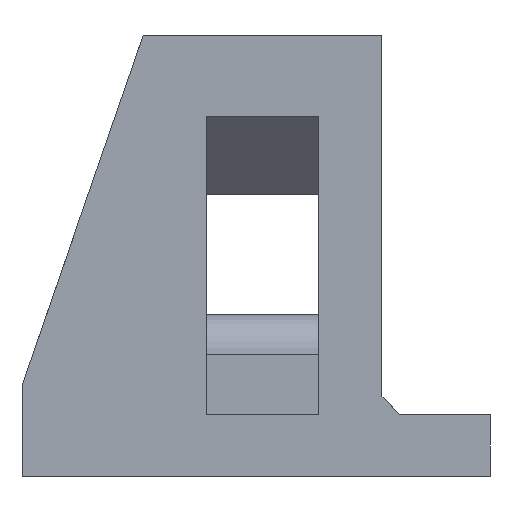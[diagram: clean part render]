
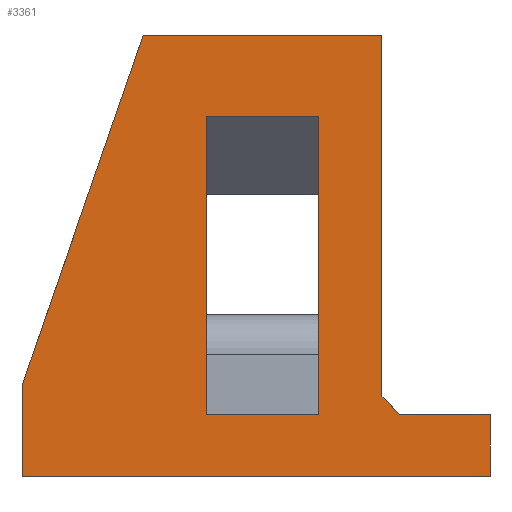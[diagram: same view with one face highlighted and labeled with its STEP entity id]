
A CAD part, left-side view. The second image highlights one B-rep face of the part: STEP entity #3361.
In plain terms, the highlighted planar face has unit normal (-1, 0, 0).
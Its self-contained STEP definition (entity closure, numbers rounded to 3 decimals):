
#4 = CARTESIAN_POINT ( 'NONE',  ( -77.426, -32.998, 6.889 ) ) ;
#39 = CARTESIAN_POINT ( 'NONE',  ( -77.426, -32.998, 40. ) ) ;
#81 = EDGE_CURVE ( 'NONE', #1491, #1490, #1253, .T. ) ;
#90 = EDGE_LOOP ( 'NONE', ( #3749, #529, #1968, #929 ) ) ;
#104 = ORIENTED_EDGE ( 'NONE', *, *, #2060, .F. ) ;
#151 = VERTEX_POINT ( 'NONE', #1217 ) ;
#313 = VERTEX_POINT ( 'NONE', #3172 ) ;
#351 = EDGE_CURVE ( 'NONE', #1595, #2047, #3583, .T. ) ;
#529 = ORIENTED_EDGE ( 'NONE', *, *, #1692, .T. ) ;
#539 = DIRECTION ( 'NONE',  ( 0., -1., 0. ) ) ;
#554 = CARTESIAN_POINT ( 'NONE',  ( -77.426, -32.998, 40. ) ) ;
#581 = ORIENTED_EDGE ( 'NONE', *, *, #3550, .T. ) ;
#622 = VECTOR ( 'NONE', #539, 1000. ) ;
#740 = DIRECTION ( 'NONE',  ( 0., 0., 1. ) ) ;
#751 = VECTOR ( 'NONE', #1652, 1000. ) ;
#753 = ORIENTED_EDGE ( 'NONE', *, *, #3238, .F. ) ;
#833 = ORIENTED_EDGE ( 'NONE', *, *, #81, .T. ) ;
#838 = DIRECTION ( 'NONE',  ( 1., 0., 0. ) ) ;
#873 = DIRECTION ( 'NONE',  ( 0., 1., 0. ) ) ;
#881 = FACE_BOUND ( 'NONE', #90, .T. ) ;
#898 = CARTESIAN_POINT ( 'NONE',  ( -77.426, -6.677, 42.21 ) ) ;
#929 = ORIENTED_EDGE ( 'NONE', *, *, #1329, .T. ) ;
#985 = VECTOR ( 'NONE', #740, 1000. ) ;
#1001 = VERTEX_POINT ( 'NONE', #1314 ) ;
#1006 = EDGE_CURVE ( 'NONE', #3524, #3483, #2856, .T. ) ;
#1009 = CARTESIAN_POINT ( 'NONE',  ( -77.426, -32.998, 49. ) ) ;
#1031 = CARTESIAN_POINT ( 'NONE',  ( -77.426, -52., 6.889 ) ) ;
#1049 = VECTOR ( 'NONE', #1531, 1000. ) ;
#1062 = DIRECTION ( 'NONE',  ( 0., -1., 0. ) ) ;
#1085 = EDGE_CURVE ( 'NONE', #2932, #313, #3490, .T. ) ;
#1109 = EDGE_LOOP ( 'NONE', ( #2560, #3045, #1177, #833, #753, #104, #581, #2023 ) ) ;
#1139 = EDGE_CURVE ( 'NONE', #151, #3382, #3867, .T. ) ;
#1177 = ORIENTED_EDGE ( 'NONE', *, *, #1385, .F. ) ;
#1204 = CARTESIAN_POINT ( 'NONE',  ( -77.426, -13.467, 6.889 ) ) ;
#1217 = CARTESIAN_POINT ( 'NONE',  ( -77.426, -20.467, 6.889 ) ) ;
#1253 = LINE ( 'NONE', #898, #1049 ) ;
#1314 = CARTESIAN_POINT ( 'NONE',  ( -77.426, -13.467, 49. ) ) ;
#1329 = EDGE_CURVE ( 'NONE', #151, #2047, #1958, .T. ) ;
#1385 = EDGE_CURVE ( 'NONE', #1491, #2932, #2986, .T. ) ;
#1490 = VERTEX_POINT ( 'NONE', #2707 ) ;
#1491 = VERTEX_POINT ( 'NONE', #3911 ) ;
#1511 = VECTOR ( 'NONE', #3133, 1000. ) ;
#1531 = DIRECTION ( 'NONE',  ( 0., 0.707, 0.707 ) ) ;
#1570 = CARTESIAN_POINT ( 'NONE',  ( -77.426, 0., 0. ) ) ;
#1595 = VERTEX_POINT ( 'NONE', #39 ) ;
#1652 = DIRECTION ( 'NONE',  ( 0., 0., -1. ) ) ;
#1692 = EDGE_CURVE ( 'NONE', #1595, #3382, #2526, .T. ) ;
#1693 = LINE ( 'NONE', #3473, #3055 ) ;
#1757 = VECTOR ( 'NONE', #873, 1000. ) ;
#1821 = VECTOR ( 'NONE', #3298, 1000. ) ;
#1834 = CARTESIAN_POINT ( 'NONE',  ( -77.426, -13.467, 49. ) ) ;
#1906 = CARTESIAN_POINT ( 'NONE',  ( -77.426, 0., 10.126 ) ) ;
#1958 = LINE ( 'NONE', #2532, #985 ) ;
#1968 = ORIENTED_EDGE ( 'NONE', *, *, #1139, .F. ) ;
#2013 = CARTESIAN_POINT ( 'NONE',  ( -77.426, 0., 49. ) ) ;
#2023 = ORIENTED_EDGE ( 'NONE', *, *, #1006, .T. ) ;
#2047 = VERTEX_POINT ( 'NONE', #3202 ) ;
#2060 = EDGE_CURVE ( 'NONE', #1001, #3231, #3774, .T. ) ;
#2151 = CARTESIAN_POINT ( 'NONE',  ( -77.426, 0., 10.126 ) ) ;
#2289 = LINE ( 'NONE', #3491, #3247 ) ;
#2352 = PLANE ( 'NONE',  #2800 ) ;
#2412 = FACE_OUTER_BOUND ( 'NONE', #1109, .T. ) ;
#2526 = LINE ( 'NONE', #1009, #1511 ) ;
#2532 = CARTESIAN_POINT ( 'NONE',  ( -77.426, -20.467, 49. ) ) ;
#2560 = ORIENTED_EDGE ( 'NONE', *, *, #3264, .T. ) ;
#2575 = CARTESIAN_POINT ( 'NONE',  ( -77.426, -38.5, 49. ) ) ;
#2652 = DIRECTION ( 'NONE',  ( 0., -1., 0. ) ) ;
#2707 = CARTESIAN_POINT ( 'NONE',  ( -77.426, -39.998, 8.889 ) ) ;
#2800 = AXIS2_PLACEMENT_3D ( 'NONE', #1834, #838, #3334 ) ;
#2856 = LINE ( 'NONE', #2013, #3218 ) ;
#2897 = DIRECTION ( 'NONE',  ( 0., 0., -1. ) ) ;
#2901 = CARTESIAN_POINT ( 'NONE',  ( -77.426, -39.998, 49. ) ) ;
#2932 = VERTEX_POINT ( 'NONE', #2972 ) ;
#2972 = CARTESIAN_POINT ( 'NONE',  ( -77.426, -52., 6.889 ) ) ;
#2986 = LINE ( 'NONE', #1204, #1821 ) ;
#3045 = ORIENTED_EDGE ( 'NONE', *, *, #1085, .F. ) ;
#3054 = DIRECTION ( 'NONE',  ( 0., 0.327, -0.945 ) ) ;
#3055 = VECTOR ( 'NONE', #3534, 1000. ) ;
#3133 = DIRECTION ( 'NONE',  ( 0., 0., -1. ) ) ;
#3172 = CARTESIAN_POINT ( 'NONE',  ( -77.426, -52., 0. ) ) ;
#3202 = CARTESIAN_POINT ( 'NONE',  ( -77.426, -20.467, 40. ) ) ;
#3217 = VECTOR ( 'NONE', #1062, 1000. ) ;
#3218 = VECTOR ( 'NONE', #2897, 1000. ) ;
#3231 = VERTEX_POINT ( 'NONE', #2901 ) ;
#3238 = EDGE_CURVE ( 'NONE', #3231, #1490, #1693, .T. ) ;
#3247 = VECTOR ( 'NONE', #2652, 1000. ) ;
#3264 = EDGE_CURVE ( 'NONE', #3483, #313, #2289, .T. ) ;
#3298 = DIRECTION ( 'NONE',  ( 0., -1., 0. ) ) ;
#3334 = DIRECTION ( 'NONE',  ( 0., 1., 0. ) ) ;
#3361 = ADVANCED_FACE ( 'NONE', ( #881, #2412 ), #2352, .F. ) ;
#3371 = LINE ( 'NONE', #1906, #3499 ) ;
#3382 = VERTEX_POINT ( 'NONE', #4 ) ;
#3473 = CARTESIAN_POINT ( 'NONE',  ( -77.426, -39.998, 49. ) ) ;
#3483 = VERTEX_POINT ( 'NONE', #1570 ) ;
#3490 = LINE ( 'NONE', #1031, #751 ) ;
#3491 = CARTESIAN_POINT ( 'NONE',  ( -77.426, -38.5, 0. ) ) ;
#3499 = VECTOR ( 'NONE', #3054, 1000. ) ;
#3524 = VERTEX_POINT ( 'NONE', #2151 ) ;
#3534 = DIRECTION ( 'NONE',  ( 0., 0., -1. ) ) ;
#3550 = EDGE_CURVE ( 'NONE', #1001, #3524, #3371, .T. ) ;
#3583 = LINE ( 'NONE', #554, #1757 ) ;
#3749 = ORIENTED_EDGE ( 'NONE', *, *, #351, .F. ) ;
#3774 = LINE ( 'NONE', #2575, #3217 ) ;
#3867 = LINE ( 'NONE', #3906, #622 ) ;
#3906 = CARTESIAN_POINT ( 'NONE',  ( -77.426, -13.467, 6.889 ) ) ;
#3911 = CARTESIAN_POINT ( 'NONE',  ( -77.426, -41.998, 6.889 ) ) ;
